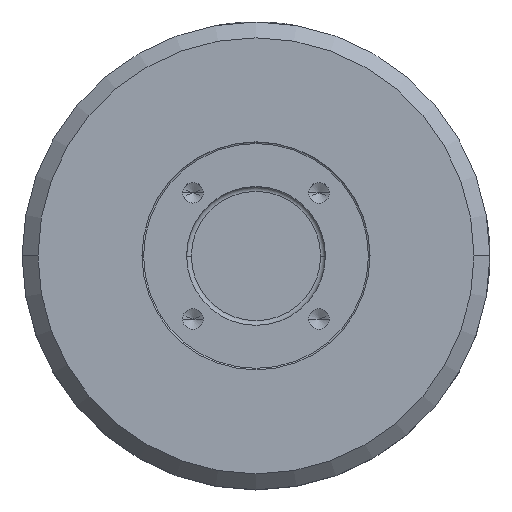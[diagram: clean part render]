
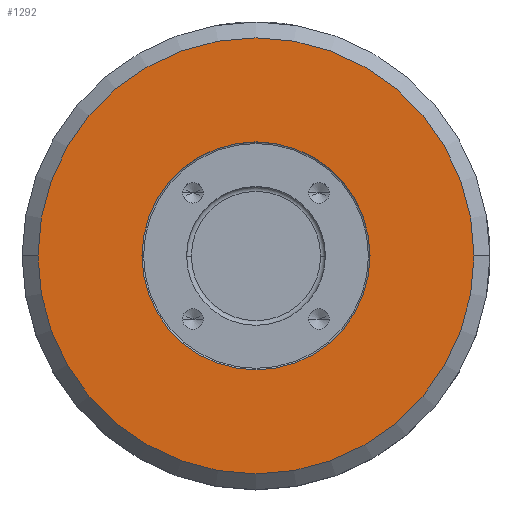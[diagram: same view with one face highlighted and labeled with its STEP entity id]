
A CAD part, top view. The second image highlights one B-rep face of the part: STEP entity #1292.
In plain terms, the highlighted planar face has unit normal (0, 0, 1).
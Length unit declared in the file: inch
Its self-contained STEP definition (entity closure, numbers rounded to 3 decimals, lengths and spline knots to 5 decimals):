
#94 = DIRECTION ( 'NONE',  ( 0., 0., -1. ) ) ;
#264 = CARTESIAN_POINT ( 'NONE',  ( -0.719, 0., 0.827 ) ) ;
#294 = EDGE_CURVE ( 'NONE', #1413, #3202, #780, .T. ) ;
#311 = DIRECTION ( 'NONE',  ( 0., 0., 1. ) ) ;
#316 = VERTEX_POINT ( 'NONE', #1550 ) ;
#459 = EDGE_CURVE ( 'NONE', #316, #2715, #2017, .T. ) ;
#465 = DIRECTION ( 'NONE',  ( -1., 0., 0. ) ) ;
#573 = DIRECTION ( 'NONE',  ( 0., 0., 1. ) ) ;
#577 = CARTESIAN_POINT ( 'NONE',  ( 0., 0., 0.827 ) ) ;
#780 = CIRCLE ( 'NONE', #2690, 1.375 ) ;
#866 = EDGE_CURVE ( 'NONE', #3202, #1413, #2809, .T. ) ;
#888 = AXIS2_PLACEMENT_3D ( 'NONE', #1278, #94, #1908 ) ;
#991 = ORIENTED_EDGE ( 'NONE', *, *, #294, .T. ) ;
#1163 = CARTESIAN_POINT ( 'NONE',  ( -1.375, 0., 0.827 ) ) ;
#1235 = AXIS2_PLACEMENT_3D ( 'NONE', #577, #1614, #2644 ) ;
#1278 = CARTESIAN_POINT ( 'NONE',  ( -1.475, 0., 0.827 ) ) ;
#1292 = ADVANCED_FACE ( 'NONE', ( #2082, #1658 ), #2064, .F. ) ;
#1355 = CARTESIAN_POINT ( 'NONE',  ( 0., 0., 0.827 ) ) ;
#1367 = DIRECTION ( 'NONE',  ( 1., 0., 0. ) ) ;
#1413 = VERTEX_POINT ( 'NONE', #1845 ) ;
#1428 = AXIS2_PLACEMENT_3D ( 'NONE', #3161, #573, #1592 ) ;
#1522 = ORIENTED_EDGE ( 'NONE', *, *, #866, .T. ) ;
#1550 = CARTESIAN_POINT ( 'NONE',  ( 0.719, 0., 0.827 ) ) ;
#1571 = EDGE_CURVE ( 'NONE', #2715, #316, #2057, .T. ) ;
#1592 = DIRECTION ( 'NONE',  ( 1., 0., 0. ) ) ;
#1614 = DIRECTION ( 'NONE',  ( 0., 0., 1. ) ) ;
#1658 = FACE_BOUND ( 'NONE', #2683, .T. ) ;
#1845 = CARTESIAN_POINT ( 'NONE',  ( 1.375, 0., 0.827 ) ) ;
#1908 = DIRECTION ( 'NONE',  ( -1., 0., 0. ) ) ;
#1976 = ORIENTED_EDGE ( 'NONE', *, *, #1571, .F. ) ;
#2017 = CIRCLE ( 'NONE', #2462, 0.719 ) ;
#2029 = ORIENTED_EDGE ( 'NONE', *, *, #459, .F. ) ;
#2057 = CIRCLE ( 'NONE', #1428, 0.719 ) ;
#2064 = PLANE ( 'NONE',  #888 ) ;
#2082 = FACE_OUTER_BOUND ( 'NONE', #2388, .T. ) ;
#2388 = EDGE_LOOP ( 'NONE', ( #1522, #991 ) ) ;
#2462 = AXIS2_PLACEMENT_3D ( 'NONE', #1355, #311, #1367 ) ;
#2644 = DIRECTION ( 'NONE',  ( -1., 0., 0. ) ) ;
#2683 = EDGE_LOOP ( 'NONE', ( #2029, #1976 ) ) ;
#2690 = AXIS2_PLACEMENT_3D ( 'NONE', #2712, #2960, #465 ) ;
#2712 = CARTESIAN_POINT ( 'NONE',  ( 0., 0., 0.827 ) ) ;
#2715 = VERTEX_POINT ( 'NONE', #264 ) ;
#2809 = CIRCLE ( 'NONE', #1235, 1.375 ) ;
#2960 = DIRECTION ( 'NONE',  ( 0., 0., 1. ) ) ;
#3161 = CARTESIAN_POINT ( 'NONE',  ( 0., 0., 0.827 ) ) ;
#3202 = VERTEX_POINT ( 'NONE', #1163 ) ;
